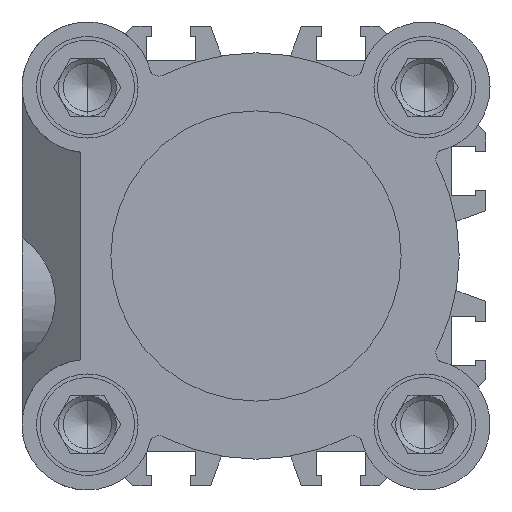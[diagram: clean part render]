
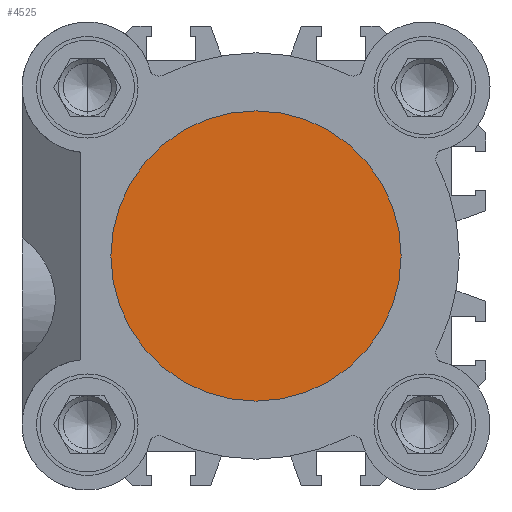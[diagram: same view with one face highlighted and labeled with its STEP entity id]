
A CAD part, left-side view. The second image highlights one B-rep face of the part: STEP entity #4525.
In plain terms, the highlighted face is planar.
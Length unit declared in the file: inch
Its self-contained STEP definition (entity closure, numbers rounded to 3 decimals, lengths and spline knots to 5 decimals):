
#201 = ORIENTED_EDGE ( 'NONE', *, *, #12517, .F. ) ;
#644 = ORIENTED_EDGE ( 'NONE', *, *, #2426, .F. ) ;
#645 = AXIS2_PLACEMENT_3D ( 'NONE', #7797, #5817, #12694 ) ;
#1940 = FACE_OUTER_BOUND ( 'NONE', #7441, .T. ) ;
#2134 = DIRECTION ( 'NONE',  ( -1., 0., 0. ) ) ;
#2426 = EDGE_CURVE ( 'NONE', #9280, #9794, #10396, .T. ) ;
#3051 = CARTESIAN_POINT ( 'NONE',  ( 0.15748, 0., 0. ) ) ;
#3824 = PLANE ( 'NONE',  #645 ) ;
#4056 = DIRECTION ( 'NONE',  ( 0., 0., 1. ) ) ;
#4525 = ADVANCED_FACE ( 'NONE', ( #1940 ), #3824, .F. ) ;
#5817 = DIRECTION ( 'NONE',  ( -1., 0., 0. ) ) ;
#6229 = AXIS2_PLACEMENT_3D ( 'NONE', #8111, #2134, #9084 ) ;
#7441 = EDGE_LOOP ( 'NONE', ( #201, #644 ) ) ;
#7797 = CARTESIAN_POINT ( 'NONE',  ( 0.15748, 0.7874, 0. ) ) ;
#8111 = CARTESIAN_POINT ( 'NONE',  ( 0.15748, 0., 0. ) ) ;
#8702 = AXIS2_PLACEMENT_3D ( 'NONE', #3051, #9986, #4056 ) ;
#9084 = DIRECTION ( 'NONE',  ( 0., 0., 1. ) ) ;
#9280 = VERTEX_POINT ( 'NONE', #10879 ) ;
#9561 = CIRCLE ( 'NONE', #8702, 0.7874 ) ;
#9794 = VERTEX_POINT ( 'NONE', #11701 ) ;
#9986 = DIRECTION ( 'NONE',  ( -1., 0., 0. ) ) ;
#10396 = CIRCLE ( 'NONE', #6229, 0.7874 ) ;
#10879 = CARTESIAN_POINT ( 'NONE',  ( 0.15748, 0., -0.7874 ) ) ;
#11701 = CARTESIAN_POINT ( 'NONE',  ( 0.15748, 0., 0.7874 ) ) ;
#12517 = EDGE_CURVE ( 'NONE', #9794, #9280, #9561, .T. ) ;
#12694 = DIRECTION ( 'NONE',  ( 0., 0., 1. ) ) ;
